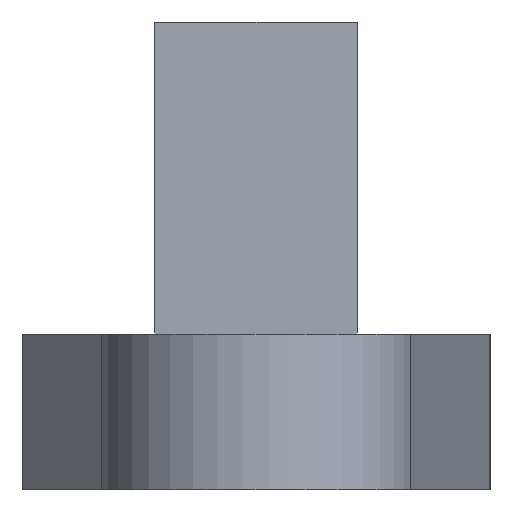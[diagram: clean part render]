
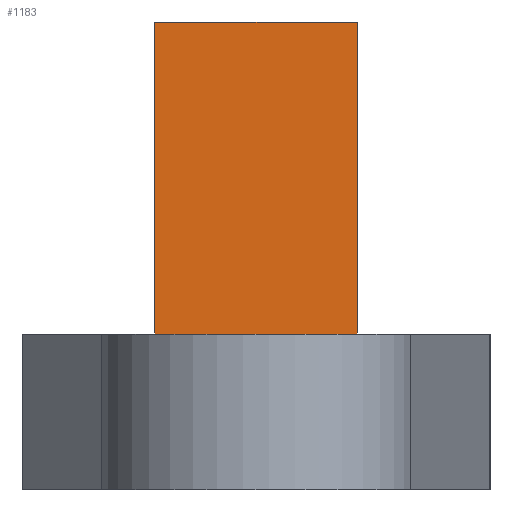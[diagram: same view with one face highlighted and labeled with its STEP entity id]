
A CAD part, left-side view. The second image highlights one B-rep face of the part: STEP entity #1183.
In plain terms, the highlighted planar face has unit normal (-1, 0, 0).
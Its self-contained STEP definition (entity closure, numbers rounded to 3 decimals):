
#83 = PLANE('',#84);
#84 = AXIS2_PLACEMENT_3D('',#85,#86,#87);
#85 = CARTESIAN_POINT('',(-8.399,0.989,1.));
#86 = DIRECTION('',(0.,0.,1.));
#87 = DIRECTION('',(1.,0.,0.));
#232 = VERTEX_POINT('',#233);
#233 = CARTESIAN_POINT('',(-5.,0.65,1.));
#641 = VERTEX_POINT('',#642);
#642 = CARTESIAN_POINT('',(-5.,-0.65,1.));
#663 = EDGE_CURVE('',#641,#232,#664,.T.);
#664 = SURFACE_CURVE('',#665,(#669,#676),.PCURVE_S1.);
#665 = LINE('',#666,#667);
#666 = CARTESIAN_POINT('',(-5.,-0.65,1.));
#667 = VECTOR('',#668,1.);
#668 = DIRECTION('',(0.,1.,0.));
#669 = PCURVE('',#83,#670);
#670 = DEFINITIONAL_REPRESENTATION('',(#671),#675);
#671 = LINE('',#672,#673);
#672 = CARTESIAN_POINT('',(3.399,-1.639));
#673 = VECTOR('',#674,1.);
#674 = DIRECTION('',(0.,1.));
#675 = ( GEOMETRIC_REPRESENTATION_CONTEXT(2) 
PARAMETRIC_REPRESENTATION_CONTEXT() REPRESENTATION_CONTEXT('2D SPACE',''
  ) );
#676 = PCURVE('',#677,#682);
#677 = PLANE('',#678);
#678 = AXIS2_PLACEMENT_3D('',#679,#680,#681);
#679 = CARTESIAN_POINT('',(-5.,-0.65,1.));
#680 = DIRECTION('',(-1.,0.,0.));
#681 = DIRECTION('',(0.,1.,0.));
#682 = DEFINITIONAL_REPRESENTATION('',(#683),#687);
#683 = LINE('',#684,#685);
#684 = CARTESIAN_POINT('',(0.,0.));
#685 = VECTOR('',#686,1.);
#686 = DIRECTION('',(1.,0.));
#687 = ( GEOMETRIC_REPRESENTATION_CONTEXT(2) 
PARAMETRIC_REPRESENTATION_CONTEXT() REPRESENTATION_CONTEXT('2D SPACE',''
  ) );
#763 = PLANE('',#764);
#764 = AXIS2_PLACEMENT_3D('',#765,#766,#767);
#765 = CARTESIAN_POINT('',(-5.,0.65,1.));
#766 = DIRECTION('',(0.,1.,0.));
#767 = DIRECTION('',(1.,0.,0.));
#898 = PLANE('',#899);
#899 = AXIS2_PLACEMENT_3D('',#900,#901,#902);
#900 = CARTESIAN_POINT('',(5.,-0.65,1.));
#901 = DIRECTION('',(0.,-1.,0.));
#902 = DIRECTION('',(-1.,0.,0.));
#1183 = ADVANCED_FACE('',(#1184),#677,.T.);
#1184 = FACE_BOUND('',#1185,.T.);
#1185 = EDGE_LOOP('',(#1186,#1209,#1237,#1258));
#1186 = ORIENTED_EDGE('',*,*,#1187,.T.);
#1187 = EDGE_CURVE('',#641,#1188,#1190,.T.);
#1188 = VERTEX_POINT('',#1189);
#1189 = CARTESIAN_POINT('',(-5.,-0.65,3.));
#1190 = SURFACE_CURVE('',#1191,(#1195,#1202),.PCURVE_S1.);
#1191 = LINE('',#1192,#1193);
#1192 = CARTESIAN_POINT('',(-5.,-0.65,1.));
#1193 = VECTOR('',#1194,1.);
#1194 = DIRECTION('',(0.,0.,1.));
#1195 = PCURVE('',#677,#1196);
#1196 = DEFINITIONAL_REPRESENTATION('',(#1197),#1201);
#1197 = LINE('',#1198,#1199);
#1198 = CARTESIAN_POINT('',(0.,0.));
#1199 = VECTOR('',#1200,1.);
#1200 = DIRECTION('',(0.,-1.));
#1201 = ( GEOMETRIC_REPRESENTATION_CONTEXT(2) 
PARAMETRIC_REPRESENTATION_CONTEXT() REPRESENTATION_CONTEXT('2D SPACE',''
  ) );
#1202 = PCURVE('',#898,#1203);
#1203 = DEFINITIONAL_REPRESENTATION('',(#1204),#1208);
#1204 = LINE('',#1205,#1206);
#1205 = CARTESIAN_POINT('',(10.,0.));
#1206 = VECTOR('',#1207,1.);
#1207 = DIRECTION('',(0.,-1.));
#1208 = ( GEOMETRIC_REPRESENTATION_CONTEXT(2) 
PARAMETRIC_REPRESENTATION_CONTEXT() REPRESENTATION_CONTEXT('2D SPACE',''
  ) );
#1209 = ORIENTED_EDGE('',*,*,#1210,.T.);
#1210 = EDGE_CURVE('',#1188,#1211,#1213,.T.);
#1211 = VERTEX_POINT('',#1212);
#1212 = CARTESIAN_POINT('',(-5.,0.65,3.));
#1213 = SURFACE_CURVE('',#1214,(#1218,#1225),.PCURVE_S1.);
#1214 = LINE('',#1215,#1216);
#1215 = CARTESIAN_POINT('',(-5.,-0.65,3.));
#1216 = VECTOR('',#1217,1.);
#1217 = DIRECTION('',(0.,1.,0.));
#1218 = PCURVE('',#677,#1219);
#1219 = DEFINITIONAL_REPRESENTATION('',(#1220),#1224);
#1220 = LINE('',#1221,#1222);
#1221 = CARTESIAN_POINT('',(0.,-2.));
#1222 = VECTOR('',#1223,1.);
#1223 = DIRECTION('',(1.,0.));
#1224 = ( GEOMETRIC_REPRESENTATION_CONTEXT(2) 
PARAMETRIC_REPRESENTATION_CONTEXT() REPRESENTATION_CONTEXT('2D SPACE',''
  ) );
#1225 = PCURVE('',#1226,#1231);
#1226 = PLANE('',#1227);
#1227 = AXIS2_PLACEMENT_3D('',#1228,#1229,#1230);
#1228 = CARTESIAN_POINT('',(-5.,0.65,3.));
#1229 = DIRECTION('',(0.,0.,1.));
#1230 = DIRECTION('',(1.,0.,0.));
#1231 = DEFINITIONAL_REPRESENTATION('',(#1232),#1236);
#1232 = LINE('',#1233,#1234);
#1233 = CARTESIAN_POINT('',(0.,-1.3));
#1234 = VECTOR('',#1235,1.);
#1235 = DIRECTION('',(0.,1.));
#1236 = ( GEOMETRIC_REPRESENTATION_CONTEXT(2) 
PARAMETRIC_REPRESENTATION_CONTEXT() REPRESENTATION_CONTEXT('2D SPACE',''
  ) );
#1237 = ORIENTED_EDGE('',*,*,#1238,.F.);
#1238 = EDGE_CURVE('',#232,#1211,#1239,.T.);
#1239 = SURFACE_CURVE('',#1240,(#1244,#1251),.PCURVE_S1.);
#1240 = LINE('',#1241,#1242);
#1241 = CARTESIAN_POINT('',(-5.,0.65,1.));
#1242 = VECTOR('',#1243,1.);
#1243 = DIRECTION('',(0.,0.,1.));
#1244 = PCURVE('',#677,#1245);
#1245 = DEFINITIONAL_REPRESENTATION('',(#1246),#1250);
#1246 = LINE('',#1247,#1248);
#1247 = CARTESIAN_POINT('',(1.3,0.));
#1248 = VECTOR('',#1249,1.);
#1249 = DIRECTION('',(0.,-1.));
#1250 = ( GEOMETRIC_REPRESENTATION_CONTEXT(2) 
PARAMETRIC_REPRESENTATION_CONTEXT() REPRESENTATION_CONTEXT('2D SPACE',''
  ) );
#1251 = PCURVE('',#763,#1252);
#1252 = DEFINITIONAL_REPRESENTATION('',(#1253),#1257);
#1253 = LINE('',#1254,#1255);
#1254 = CARTESIAN_POINT('',(0.,0.));
#1255 = VECTOR('',#1256,1.);
#1256 = DIRECTION('',(0.,-1.));
#1257 = ( GEOMETRIC_REPRESENTATION_CONTEXT(2) 
PARAMETRIC_REPRESENTATION_CONTEXT() REPRESENTATION_CONTEXT('2D SPACE',''
  ) );
#1258 = ORIENTED_EDGE('',*,*,#663,.F.);
